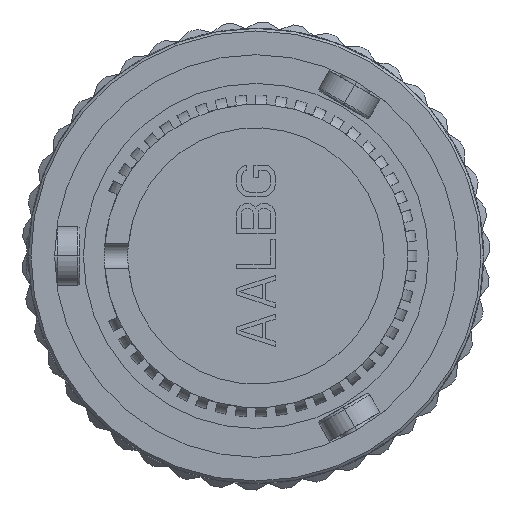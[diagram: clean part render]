
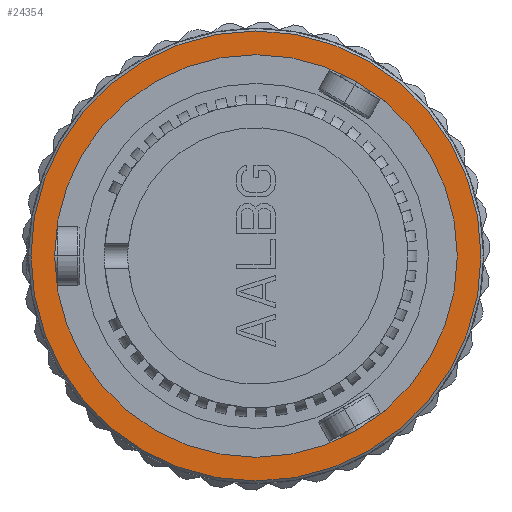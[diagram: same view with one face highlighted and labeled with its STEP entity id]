
A CAD part, left-side view. The second image highlights one B-rep face of the part: STEP entity #24354.
In plain terms, the highlighted planar face has unit normal (-1, 0, 0).
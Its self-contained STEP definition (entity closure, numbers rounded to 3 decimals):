
#7536=CARTESIAN_POINT('',(-27.15,0.,0.));
#7537=DIRECTION('',(1.,0.,0.));
#7538=DIRECTION('',(0.,1.,0.));
#7539=AXIS2_PLACEMENT_3D('',#7536,#7537,#7538);
#7541=CARTESIAN_POINT('',(-27.15,0.,0.));
#7542=DIRECTION('',(-1.,0.,0.));
#7543=DIRECTION('',(0.,1.,0.));
#7544=AXIS2_PLACEMENT_3D('',#7541,#7542,#7543);
#7546=CARTESIAN_POINT('',(-27.15,0.,0.));
#7547=DIRECTION('',(1.,0.,0.));
#7548=DIRECTION('',(0.,1.,0.));
#7549=AXIS2_PLACEMENT_3D('',#7546,#7547,#7548);
#7551=CARTESIAN_POINT('',(-27.15,0.,0.));
#7552=DIRECTION('',(-1.,0.,0.));
#7553=DIRECTION('',(0.,1.,0.));
#7554=AXIS2_PLACEMENT_3D('',#7551,#7552,#7553);
#11490=CARTESIAN_POINT('',(-27.15,15.56,0.));
#11491=CARTESIAN_POINT('',(-27.15,-15.56,0.));
#11492=VERTEX_POINT('',#11490);
#11493=VERTEX_POINT('',#11491);
#11929=CARTESIAN_POINT('',(-27.15,17.39,0.));
#11930=VERTEX_POINT('',#11929);
#11931=CARTESIAN_POINT('',(-27.15,-17.39,0.));
#11932=VERTEX_POINT('',#11931);
#24339=CARTESIAN_POINT('',(-27.15,0.,0.));
#24340=DIRECTION('',(-1.,0.,0.));
#24341=DIRECTION('',(0.,-1.,0.));
#24342=AXIS2_PLACEMENT_3D('',#24339,#24340,#24341);
#24343=PLANE('1191',#24342);
#24344=ORIENTED_EDGE('4729',*,*,#24325,.F.);
#24345=ORIENTED_EDGE('4731',*,*,#24307,.T.);
#24346=EDGE_LOOP('1191',(#24344,#24345));
#24347=FACE_OUTER_BOUND('1191',#24346,.F.);
#24349=ORIENTED_EDGE('4416',*,*,#24348,.F.);
#24351=ORIENTED_EDGE('4414',*,*,#24350,.T.);
#24352=EDGE_LOOP('1191',(#24349,#24351));
#24353=FACE_BOUND('1191',#24352,.F.);
#7540=CIRCLE('4731',#7539,17.39);
#7545=CIRCLE('4729',#7544,17.39);
#7550=CIRCLE('4416',#7549,15.56);
#7555=CIRCLE('4414',#7554,15.56);
#24307=EDGE_CURVE('4731',#11930,#11932,#7540,.T.);
#24325=EDGE_CURVE('4729',#11930,#11932,#7545,.T.);
#24348=EDGE_CURVE('4416',#11492,#11493,#7550,.T.);
#24350=EDGE_CURVE('4414',#11492,#11493,#7555,.T.);
#24354=ADVANCED_FACE('1191',(#24347,#24353),#24343,.T.);
